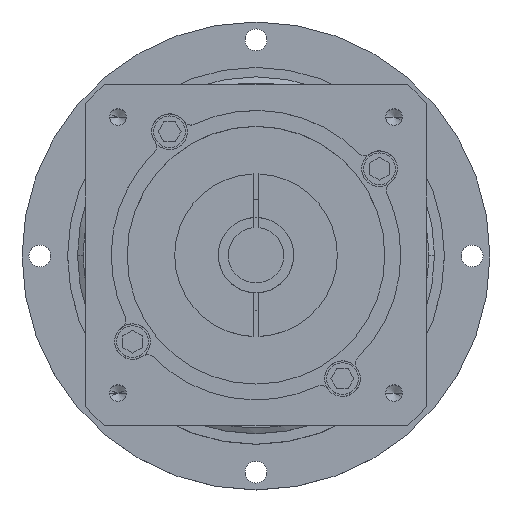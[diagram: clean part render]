
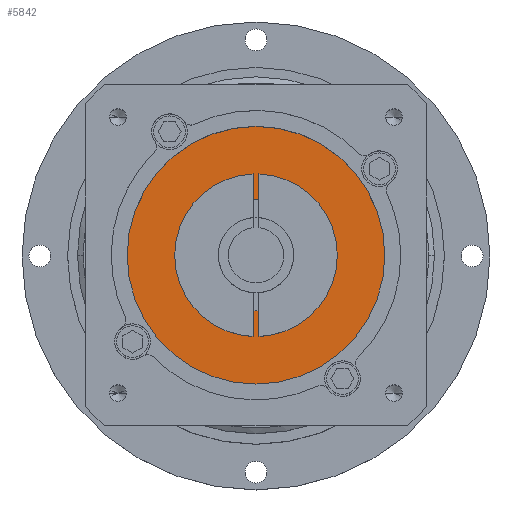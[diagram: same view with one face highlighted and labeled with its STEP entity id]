
A CAD part, top view. The second image highlights one B-rep face of the part: STEP entity #5842.
In plain terms, the highlighted planar face has unit normal (0, 0, 1).
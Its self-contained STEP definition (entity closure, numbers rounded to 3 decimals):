
#27 = CARTESIAN_POINT ( 'NONE',  ( -32.5, 0., 99.5 ) ) ;
#240 = CARTESIAN_POINT ( 'NONE',  ( 14., 0., 99.5 ) ) ;
#652 = VERTEX_POINT ( 'NONE', #240 ) ;
#1065 = FACE_OUTER_BOUND ( 'NONE', #7594, .T. ) ;
#1127 = CIRCLE ( 'NONE', #10631, 32.5 ) ;
#1278 = CARTESIAN_POINT ( 'NONE',  ( 0., 0., 99.5 ) ) ;
#1725 = PLANE ( 'NONE',  #7122 ) ;
#2195 = AXIS2_PLACEMENT_3D ( 'NONE', #8776, #2895, #9755 ) ;
#2198 = EDGE_LOOP ( 'NONE', ( #11670, #5860 ) ) ;
#2257 = DIRECTION ( 'NONE',  ( 1., 0., 0. ) ) ;
#2701 = DIRECTION ( 'NONE',  ( 0., 0., 1. ) ) ;
#2892 = CARTESIAN_POINT ( 'NONE',  ( -14., 0., 99.5 ) ) ;
#2895 = DIRECTION ( 'NONE',  ( 0., 0., 1. ) ) ;
#3653 = FACE_BOUND ( 'NONE', #2198, .T. ) ;
#3877 = CIRCLE ( 'NONE', #11155, 14. ) ;
#4278 = EDGE_CURVE ( 'NONE', #9818, #652, #9157, .T. ) ;
#4853 = VERTEX_POINT ( 'NONE', #27 ) ;
#5255 = CARTESIAN_POINT ( 'NONE',  ( 0., 0., 99.5 ) ) ;
#5365 = DIRECTION ( 'NONE',  ( 0., 0., 1. ) ) ;
#5842 = ADVANCED_FACE ( 'NONE', ( #1065, #3653 ), #1725, .T. ) ;
#5860 = ORIENTED_EDGE ( 'NONE', *, *, #10047, .F. ) ;
#6236 = DIRECTION ( 'NONE',  ( 1., 0., 0. ) ) ;
#6460 = EDGE_CURVE ( 'NONE', #4853, #12488, #11584, .T. ) ;
#7122 = AXIS2_PLACEMENT_3D ( 'NONE', #11464, #2701, #9550 ) ;
#7594 = EDGE_LOOP ( 'NONE', ( #12540, #9486 ) ) ;
#8114 = DIRECTION ( 'NONE',  ( 0., 0., 1. ) ) ;
#8776 = CARTESIAN_POINT ( 'NONE',  ( 0., 0., 99.5 ) ) ;
#9017 = EDGE_CURVE ( 'NONE', #12488, #4853, #1127, .T. ) ;
#9157 = CIRCLE ( 'NONE', #9771, 14. ) ;
#9486 = ORIENTED_EDGE ( 'NONE', *, *, #6460, .T. ) ;
#9550 = DIRECTION ( 'NONE',  ( 1., 0., 0. ) ) ;
#9755 = DIRECTION ( 'NONE',  ( 1., 0., 0. ) ) ;
#9758 = CARTESIAN_POINT ( 'NONE',  ( 32.5, 0., 99.5 ) ) ;
#9771 = AXIS2_PLACEMENT_3D ( 'NONE', #1278, #8114, #2257 ) ;
#9818 = VERTEX_POINT ( 'NONE', #2892 ) ;
#10047 = EDGE_CURVE ( 'NONE', #652, #9818, #3877, .T. ) ;
#10631 = AXIS2_PLACEMENT_3D ( 'NONE', #5255, #12097, #6236 ) ;
#11155 = AXIS2_PLACEMENT_3D ( 'NONE', #11196, #5365, #12198 ) ;
#11196 = CARTESIAN_POINT ( 'NONE',  ( 0., 0., 99.5 ) ) ;
#11464 = CARTESIAN_POINT ( 'NONE',  ( 0., 0., 99.5 ) ) ;
#11584 = CIRCLE ( 'NONE', #2195, 32.5 ) ;
#11670 = ORIENTED_EDGE ( 'NONE', *, *, #4278, .F. ) ;
#12097 = DIRECTION ( 'NONE',  ( 0., 0., 1. ) ) ;
#12198 = DIRECTION ( 'NONE',  ( 1., 0., 0. ) ) ;
#12488 = VERTEX_POINT ( 'NONE', #9758 ) ;
#12540 = ORIENTED_EDGE ( 'NONE', *, *, #9017, .T. ) ;
